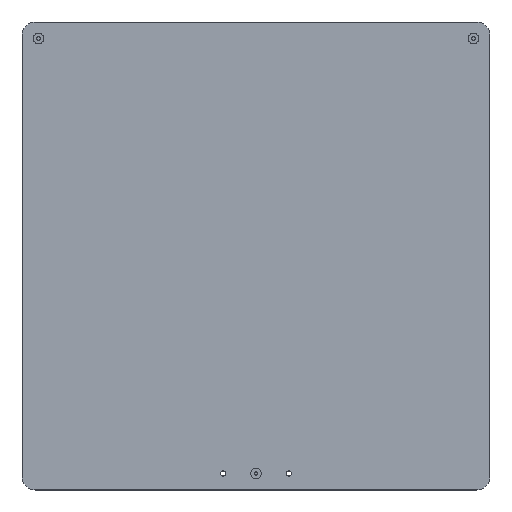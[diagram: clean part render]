
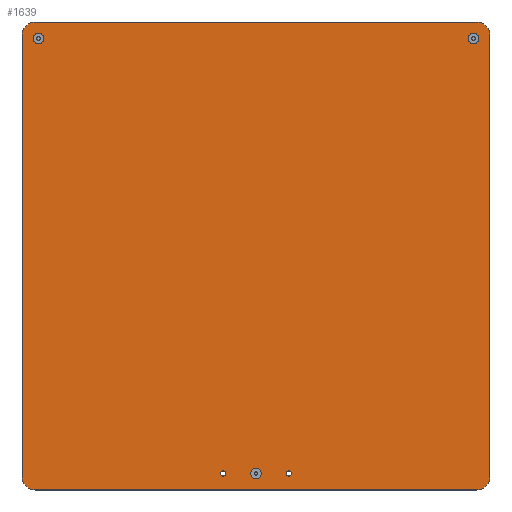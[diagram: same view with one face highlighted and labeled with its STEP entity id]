
A CAD part, top view. The second image highlights one B-rep face of the part: STEP entity #1639.
In plain terms, the highlighted planar face has unit normal (0, 0, 1).
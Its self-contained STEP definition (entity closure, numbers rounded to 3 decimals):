
#34=FACE_BOUND('',#306,.T.);
#35=FACE_BOUND('',#307,.T.);
#36=FACE_BOUND('',#308,.T.);
#37=FACE_BOUND('',#309,.T.);
#38=FACE_BOUND('',#310,.T.);
#55=PLANE('',#1772);
#212=FACE_OUTER_BOUND('',#305,.T.);
#305=EDGE_LOOP('',(#1436,#1437,#1438,#1439,#1440,#1441,#1442,#1443));
#306=EDGE_LOOP('',(#1444));
#307=EDGE_LOOP('',(#1445));
#308=EDGE_LOOP('',(#1446));
#309=EDGE_LOOP('',(#1447));
#310=EDGE_LOOP('',(#1448));
#341=CIRCLE('',#1754,4.);
#344=CIRCLE('',#1759,4.);
#347=CIRCLE('',#1764,4.);
#351=CIRCLE('',#1770,10.);
#352=CIRCLE('',#1773,10.);
#353=CIRCLE('',#1774,10.);
#354=CIRCLE('',#1775,10.);
#355=CIRCLE('',#1776,2.);
#356=CIRCLE('',#1777,2.);
#495=LINE('',#6444,#585);
#498=LINE('',#6450,#588);
#499=LINE('',#6454,#589);
#500=LINE('',#6458,#590);
#585=VECTOR('',#2087,10.);
#588=VECTOR('',#2092,10.);
#589=VECTOR('',#2095,10.);
#590=VECTOR('',#2098,10.);
#730=VERTEX_POINT('',#6404);
#733=VERTEX_POINT('',#6414);
#736=VERTEX_POINT('',#6424);
#741=VERTEX_POINT('',#6437);
#742=VERTEX_POINT('',#6439);
#743=VERTEX_POINT('',#6443);
#745=VERTEX_POINT('',#6449);
#746=VERTEX_POINT('',#6451);
#747=VERTEX_POINT('',#6453);
#748=VERTEX_POINT('',#6455);
#749=VERTEX_POINT('',#6457);
#750=VERTEX_POINT('',#6460);
#751=VERTEX_POINT('',#6462);
#959=EDGE_CURVE('',#730,#730,#341,.T.);
#964=EDGE_CURVE('',#733,#733,#344,.T.);
#969=EDGE_CURVE('',#736,#736,#347,.T.);
#976=EDGE_CURVE('',#741,#742,#351,.T.);
#978=EDGE_CURVE('',#743,#742,#495,.F.);
#981=EDGE_CURVE('',#741,#745,#498,.F.);
#982=EDGE_CURVE('',#746,#745,#352,.T.);
#983=EDGE_CURVE('',#746,#747,#499,.F.);
#984=EDGE_CURVE('',#748,#747,#353,.T.);
#985=EDGE_CURVE('',#748,#749,#500,.F.);
#986=EDGE_CURVE('',#743,#749,#354,.T.);
#987=EDGE_CURVE('',#750,#750,#355,.T.);
#988=EDGE_CURVE('',#751,#751,#356,.T.);
#1436=ORIENTED_EDGE('',*,*,#976,.F.);
#1437=ORIENTED_EDGE('',*,*,#981,.T.);
#1438=ORIENTED_EDGE('',*,*,#982,.F.);
#1439=ORIENTED_EDGE('',*,*,#983,.T.);
#1440=ORIENTED_EDGE('',*,*,#984,.F.);
#1441=ORIENTED_EDGE('',*,*,#985,.T.);
#1442=ORIENTED_EDGE('',*,*,#986,.F.);
#1443=ORIENTED_EDGE('',*,*,#978,.T.);
#1444=ORIENTED_EDGE('',*,*,#959,.T.);
#1445=ORIENTED_EDGE('',*,*,#964,.T.);
#1446=ORIENTED_EDGE('',*,*,#969,.T.);
#1447=ORIENTED_EDGE('',*,*,#987,.T.);
#1448=ORIENTED_EDGE('',*,*,#988,.T.);
#1639=ADVANCED_FACE('',(#212,#34,#35,#36,#37,#38),#55,.T.);
#1754=AXIS2_PLACEMENT_3D('',#6405,#2043,#2044);
#1759=AXIS2_PLACEMENT_3D('',#6415,#2055,#2056);
#1764=AXIS2_PLACEMENT_3D('',#6425,#2067,#2068);
#1770=AXIS2_PLACEMENT_3D('',#6440,#2082,#2083);
#1772=AXIS2_PLACEMENT_3D('',#6448,#2090,#2091);
#1773=AXIS2_PLACEMENT_3D('',#6452,#2093,#2094);
#1774=AXIS2_PLACEMENT_3D('',#6456,#2096,#2097);
#1775=AXIS2_PLACEMENT_3D('',#6459,#2099,#2100);
#1776=AXIS2_PLACEMENT_3D('',#6461,#2101,#2102);
#1777=AXIS2_PLACEMENT_3D('',#6463,#2103,#2104);
#2043=DIRECTION('center_axis',(0.,0.,-1.));
#2044=DIRECTION('ref_axis',(1.,0.,0.));
#2055=DIRECTION('center_axis',(0.,0.,-1.));
#2056=DIRECTION('ref_axis',(1.,0.,0.));
#2067=DIRECTION('center_axis',(0.,0.,-1.));
#2068=DIRECTION('ref_axis',(1.,0.,0.));
#2082=DIRECTION('center_axis',(0.,0.,-1.));
#2083=DIRECTION('ref_axis',(0.707,0.707,0.));
#2087=DIRECTION('',(0.,-1.,0.));
#2090=DIRECTION('center_axis',(0.,0.,1.));
#2091=DIRECTION('ref_axis',(1.,0.,0.));
#2092=DIRECTION('',(1.,0.,0.));
#2093=DIRECTION('center_axis',(0.,0.,-1.));
#2094=DIRECTION('ref_axis',(-0.707,0.707,0.));
#2095=DIRECTION('',(0.,1.,0.));
#2096=DIRECTION('center_axis',(0.,0.,-1.));
#2097=DIRECTION('ref_axis',(-0.707,-0.707,0.));
#2098=DIRECTION('',(-1.,0.,0.));
#2099=DIRECTION('center_axis',(0.,0.,-1.));
#2100=DIRECTION('ref_axis',(0.707,-0.707,0.));
#2101=DIRECTION('center_axis',(0.,0.,-1.));
#2102=DIRECTION('ref_axis',(-1.,0.,0.));
#2103=DIRECTION('center_axis',(0.,0.,-1.));
#2104=DIRECTION('ref_axis',(-1.,0.,0.));
#6404=CARTESIAN_POINT('',(-4.,-155.349,9.));
#6405=CARTESIAN_POINT('Origin',(0.,-155.349,
9.));
#6414=CARTESIAN_POINT('',(-169.,174.648,9.));
#6415=CARTESIAN_POINT('Origin',(-165.,174.648,9.));
#6424=CARTESIAN_POINT('',(161.,174.652,9.));
#6425=CARTESIAN_POINT('Origin',(165.,174.652,9.));
#6437=CARTESIAN_POINT('',(167.5,187.151,9.));
#6439=CARTESIAN_POINT('',(177.5,177.151,9.));
#6440=CARTESIAN_POINT('Origin',(167.5,177.151,9.));
#6443=CARTESIAN_POINT('',(177.5,-157.849,9.));
#6444=CARTESIAN_POINT('',(177.5,-72.849,9.));
#6448=CARTESIAN_POINT('Origin',(0.,9.651,9.));
#6449=CARTESIAN_POINT('',(-167.5,187.151,9.));
#6450=CARTESIAN_POINT('',(82.5,187.151,9.));
#6451=CARTESIAN_POINT('',(-177.5,177.151,9.));
#6452=CARTESIAN_POINT('Origin',(-167.5,177.151,9.));
#6453=CARTESIAN_POINT('',(-177.5,-157.849,9.));
#6454=CARTESIAN_POINT('',(-177.5,92.151,9.));
#6455=CARTESIAN_POINT('',(-167.5,-167.849,9.));
#6456=CARTESIAN_POINT('Origin',(-167.5,-157.849,9.));
#6457=CARTESIAN_POINT('',(167.5,-167.849,9.));
#6458=CARTESIAN_POINT('',(-82.5,-167.849,9.));
#6459=CARTESIAN_POINT('Origin',(167.5,-157.849,9.));
#6460=CARTESIAN_POINT('',(-23.,-155.348,9.));
#6461=CARTESIAN_POINT('Origin',(-25.,-155.348,9.));
#6462=CARTESIAN_POINT('',(27.,-155.348,9.));
#6463=CARTESIAN_POINT('Origin',(25.,-155.348,9.));
